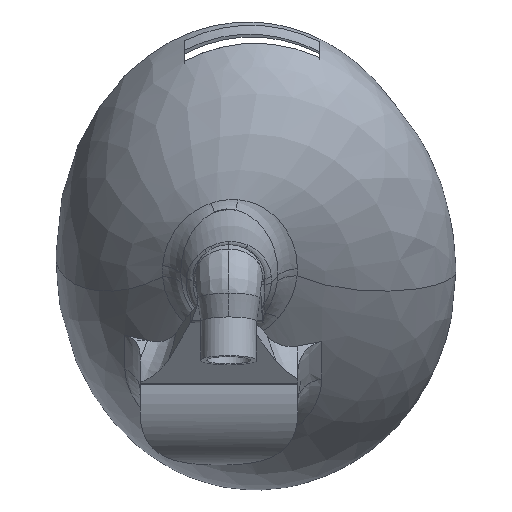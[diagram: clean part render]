
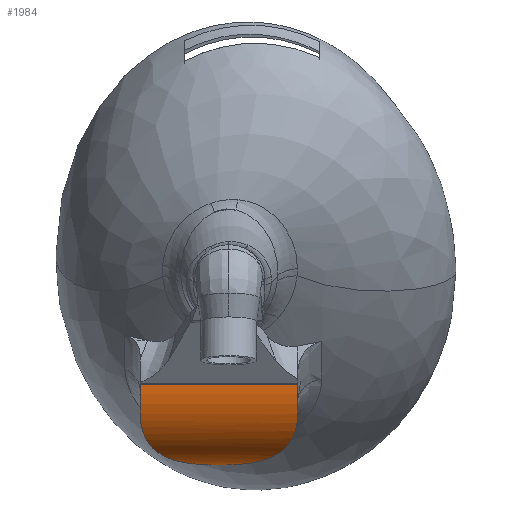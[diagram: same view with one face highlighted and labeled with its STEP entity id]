
A CAD part, left-side view. The second image highlights one B-rep face of the part: STEP entity #1984.
In plain terms, the highlighted cylindrical face has radius 14.4 mm (diameter 28.8 mm), a partial arc.
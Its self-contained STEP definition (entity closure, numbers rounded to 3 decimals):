
#19=CYLINDRICAL_SURFACE('',#2137,14.4);
#37=CIRCLE('',#2127,14.4);
#40=CIRCLE('',#2138,14.4);
#234=FACE_OUTER_BOUND('',#362,.T.);
#362=EDGE_LOOP('',(#1453,#1454,#1455,#1456));
#520=B_SPLINE_CURVE_WITH_KNOTS('',3,(#7922,#7923,#7924,#7925,#7926,#7927,
#7928,#7929,#7930,#7931,#7932,#7933,#7934,#7935,#7936,#7937,#7938,#7939,
#7940,#7941,#7942,#7943,#7944,#7945,#7946,#7947,#7948,#7949,#7950,#7951,
#7952),.UNSPECIFIED.,.F.,.F.,(4,2,2,2,2,2,2,3,2,2,2,2,2,2,4),(-2.085,
-1.913,-1.504,-1.241,-0.979,
-0.489,-0.245,0.,0.245,0.489,
0.979,1.241,1.504,1.913,2.085),
 .UNSPECIFIED.);
#662=LINE('',#7832,#712);
#712=VECTOR('',#2299,26.888);
#816=VERTEX_POINT('',#7814);
#820=VERTEX_POINT('',#7827);
#821=VERTEX_POINT('',#7831);
#826=VERTEX_POINT('',#7921);
#1047=EDGE_CURVE('',#820,#816,#37,.T.);
#1048=EDGE_CURVE('',#821,#816,#662,.T.);
#1060=EDGE_CURVE('',#826,#820,#520,.T.);
#1061=EDGE_CURVE('',#821,#826,#40,.T.);
#1453=ORIENTED_EDGE('',*,*,#1048,.T.);
#1454=ORIENTED_EDGE('',*,*,#1047,.F.);
#1455=ORIENTED_EDGE('',*,*,#1060,.F.);
#1456=ORIENTED_EDGE('',*,*,#1061,.F.);
#1984=ADVANCED_FACE('',(#234),#19,.T.);
#2127=AXIS2_PLACEMENT_3D('',#7829,#2295,#2296);
#2137=AXIS2_PLACEMENT_3D('',#7920,#2321,#2322);
#2138=AXIS2_PLACEMENT_3D('',#7953,#2323,#2324);
#2295=DIRECTION('center_axis',(0.,1.,0.));
#2296=DIRECTION('ref_axis',(-0.922,0.,-0.387));
#2299=DIRECTION('',(0.,1.,0.));
#2321=DIRECTION('center_axis',(0.,1.,0.));
#2322=DIRECTION('ref_axis',(-0.585,0.,-0.811));
#2323=DIRECTION('center_axis',(0.,-1.,0.));
#2324=DIRECTION('ref_axis',(-1.,0.,-0.029));
#7814=CARTESIAN_POINT('',(-67.793,46.363,-51.571));
#7827=CARTESIAN_POINT('',(-66.679,46.363,-56.729));
#7829=CARTESIAN_POINT('Origin',(-53.399,46.363,-51.16));
#7831=CARTESIAN_POINT('',(-67.793,19.475,-51.571));
#7832=CARTESIAN_POINT('',(-67.793,19.475,-51.571));
#7920=CARTESIAN_POINT('Origin',(-53.399,23.676,-51.16));
#7921=CARTESIAN_POINT('',(-66.679,19.475,-56.729));
#7922=CARTESIAN_POINT('Ctrl Pts',(-66.679,19.475,-56.729));
#7923=CARTESIAN_POINT('Ctrl Pts',(-66.446,19.475,-57.284));
#7924=CARTESIAN_POINT('Ctrl Pts',(-66.176,19.514,-57.829));
#7925=CARTESIAN_POINT('Ctrl Pts',(-65.162,19.786,-59.589));
#7926=CARTESIAN_POINT('Ctrl Pts',(-64.268,20.224,-60.686));
#7927=CARTESIAN_POINT('Ctrl Pts',(-62.809,21.18,-62.089));
#7928=CARTESIAN_POINT('Ctrl Pts',(-62.166,21.662,-62.61));
#7929=CARTESIAN_POINT('Ctrl Pts',(-60.884,22.765,-63.486));
#7930=CARTESIAN_POINT('Ctrl Pts',(-60.247,23.388,-63.843));
#7931=CARTESIAN_POINT('Ctrl Pts',(-58.641,25.148,-64.622));
#7932=CARTESIAN_POINT('Ctrl Pts',(-57.595,26.546,-64.958));
#7933=CARTESIAN_POINT('Ctrl Pts',(-56.45,28.845,-65.239));
#7934=CARTESIAN_POINT('Ctrl Pts',(-56.138,29.646,-65.299));
#7935=CARTESIAN_POINT('Ctrl Pts',(-55.717,31.275,-65.374));
#7936=CARTESIAN_POINT('Ctrl Pts',(-55.609,32.103,-65.39));
#7937=CARTESIAN_POINT('Ctrl Pts',(-55.609,32.919,-65.39));
#7938=CARTESIAN_POINT('Ctrl Pts',(-55.609,33.735,-65.39));
#7939=CARTESIAN_POINT('Ctrl Pts',(-55.717,34.563,-65.374));
#7940=CARTESIAN_POINT('Ctrl Pts',(-56.138,36.192,-65.299));
#7941=CARTESIAN_POINT('Ctrl Pts',(-56.45,36.993,-65.239));
#7942=CARTESIAN_POINT('Ctrl Pts',(-57.595,39.292,-64.958));
#7943=CARTESIAN_POINT('Ctrl Pts',(-58.641,40.69,-64.622));
#7944=CARTESIAN_POINT('Ctrl Pts',(-60.247,42.45,-63.843));
#7945=CARTESIAN_POINT('Ctrl Pts',(-60.884,43.073,-63.486));
#7946=CARTESIAN_POINT('Ctrl Pts',(-62.166,44.177,-62.61));
#7947=CARTESIAN_POINT('Ctrl Pts',(-62.809,44.658,-62.089));
#7948=CARTESIAN_POINT('Ctrl Pts',(-64.268,45.614,-60.686));
#7949=CARTESIAN_POINT('Ctrl Pts',(-65.162,46.052,-59.589));
#7950=CARTESIAN_POINT('Ctrl Pts',(-66.176,46.324,-57.829));
#7951=CARTESIAN_POINT('Ctrl Pts',(-66.446,46.363,-57.284));
#7952=CARTESIAN_POINT('Ctrl Pts',(-66.679,46.363,-56.729));
#7953=CARTESIAN_POINT('Origin',(-53.399,19.475,-51.16));
